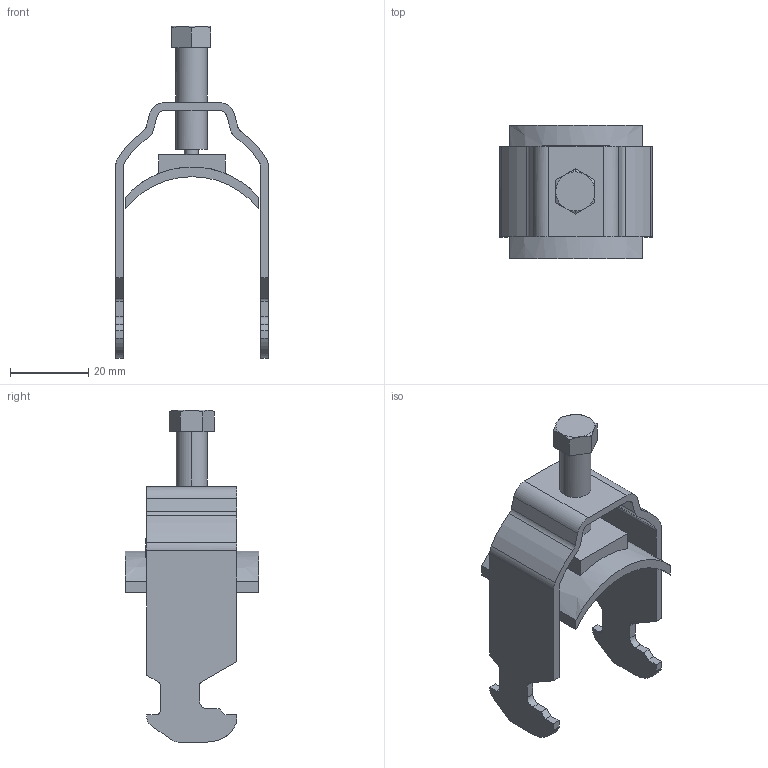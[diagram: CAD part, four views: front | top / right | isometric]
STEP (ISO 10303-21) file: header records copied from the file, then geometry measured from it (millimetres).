
FILE_DESCRIPTION(/* description */ (''),/* implementation_level */ '2;1');
FILE_NAME(/* name */ '1160346',/* time_stamp */ '2014-09-24T11:17:57+02:00',/* author */ (''),/* organization */ (''),/* preprocessor_version */ 'ST-DEVELOPER v15',/* originating_system */ '',/* authorisation */ '');
FILE_SCHEMA (('AUTOMOTIVE_DESIGN'));
Length unit declared in the file: millimetre
Products named in the file (2): Document; Block 01
Assembly tree (1 placements, depth 2):
  Document
    Block 01
Bounding box: 39 x 34 x 84.68 mm (x, y, z)
Volume: 12535.3 mm3; surface area: 11459.7 mm2
Topology: 3 solids, 3 shells, 95 faces, 256 edges, 170 vertices
Faces by surface type: plane 55, bspline 40
Entity records: 3383 total; most frequent: CARTESIAN_POINT 1795, ORIENTED_EDGE 512, EDGE_CURVE 256, VERTEX_POINT 170, B_SPLINE_CURVE_WITH_KNOTS 135, EDGE_LOOP 100, ADVANCED_FACE 95, FACE_OUTER_BOUND 95
